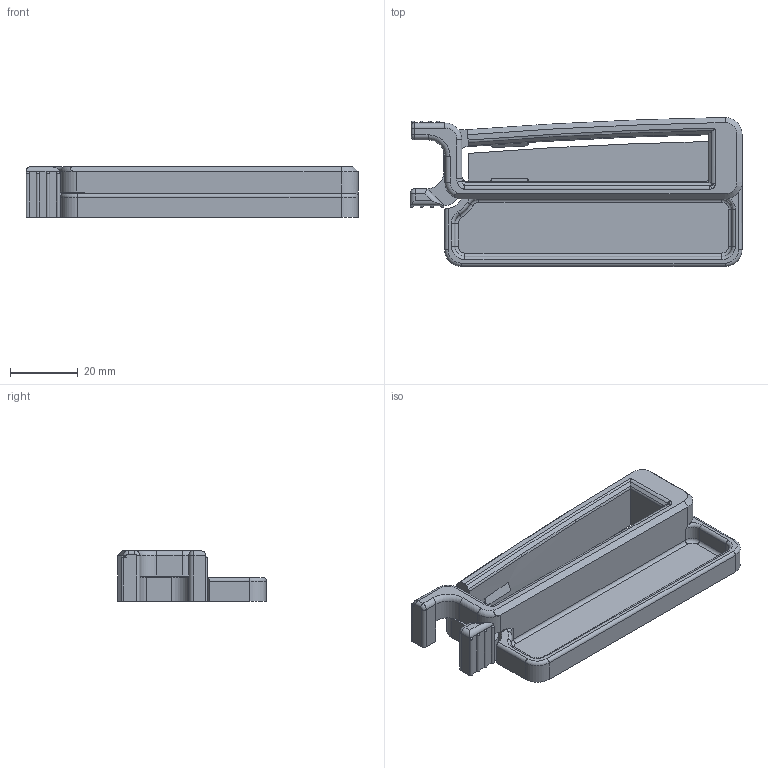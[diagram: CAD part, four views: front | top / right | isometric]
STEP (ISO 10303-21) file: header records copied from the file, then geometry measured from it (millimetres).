
FILE_DESCRIPTION (( 'STEP AP214' ), '1' );
FILE_NAME ('ceshi2.STEP', '2025-01-14T15:57:33', ( '' ), ( '' ), 'SwSTEP 2.0', 'SolidWorks 2024', '' );
FILE_SCHEMA (( 'AUTOMOTIVE_DESIGN' ));
Length unit declared in the file: millimetre
Products named in the file (1): ceshi2
Bounding box: 98.26 x 44.1 x 15 mm (x, y, z)
Volume: 21518.5 mm3; surface area: 15085.5 mm2
Topology: 1 solids, 1 shells, 171 faces, 451 edges, 273 vertices
Faces by surface type: cylinder 66, plane 59, torus 23, bspline 10, sphere 9, cone 4
Entity records: 5447 total; most frequent: CARTESIAN_POINT 1363, DIRECTION 869, ORIENTED_EDGE 862, EDGE_CURVE 431, AXIS2_PLACEMENT_3D 326, VERTEX_POINT 264, VECTOR 217, LINE 217
